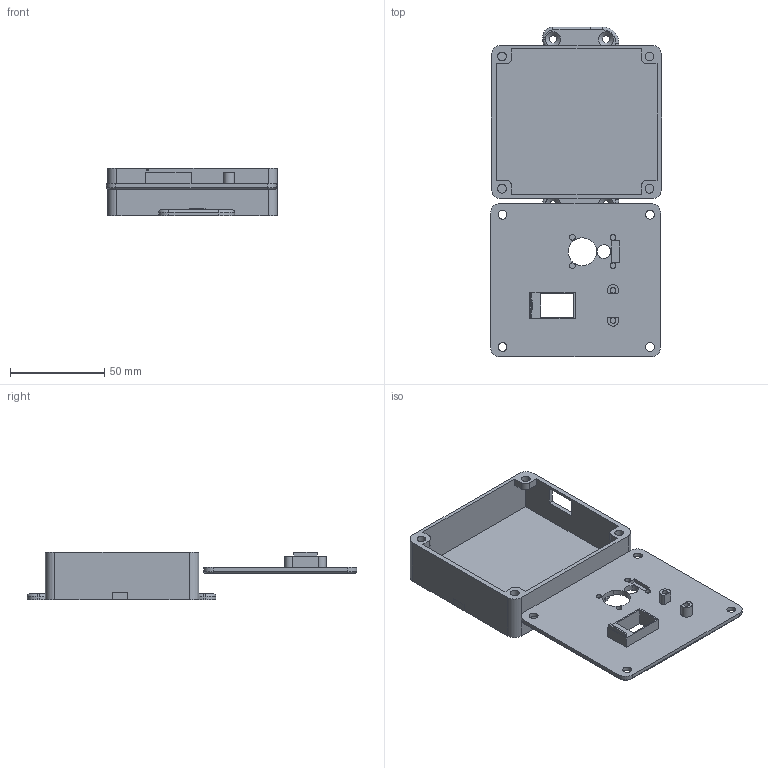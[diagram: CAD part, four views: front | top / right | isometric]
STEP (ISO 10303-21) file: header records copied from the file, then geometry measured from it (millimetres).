
FILE_DESCRIPTION(/* description */ ('Open CASCADE Model'),/* implementation_level */ '2;1');
FILE_NAME(/* name */ 'Boitier_Smartcities.step',/* time_stamp */ '2026-01-02T14:14:42+01:00',/* author */ (''),/* organization */ (''),/* preprocessor_version */ 'ST-DEVELOPER v20.1',/* originating_system */ 'Autodesk Translation Framework v14.21.0.0',/* authorisation */ '');
FILE_SCHEMA (('AUTOMOTIVE_DESIGN { 1 0 10303 214 3 1 1 }'));
Length unit declared in the file: millimetre
Products named in the file (1): PCB
Bounding box: 90.56 x 174.64 x 25 mm (x, y, z)
Volume: 61372 mm3; surface area: 48187.9 mm2
Topology: 2 solids, 2 shells, 157 faces, 417 edges, 272 vertices
Faces by surface type: plane 83, cylinder 56, torus 10, cone 8
Full cylindrical faces by diameter (mm): 3 x6, 4 x4, 4.7 x8
Entity records: 4993 total; most frequent: CARTESIAN_POINT 880, DIRECTION 865, ORIENTED_EDGE 834, EDGE_CURVE 417, AXIS2_PLACEMENT_3D 297, VERTEX_POINT 272, LINE 271, VECTOR 271
